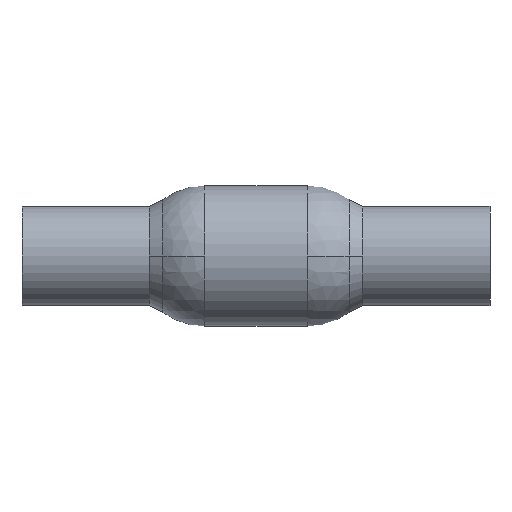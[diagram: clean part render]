
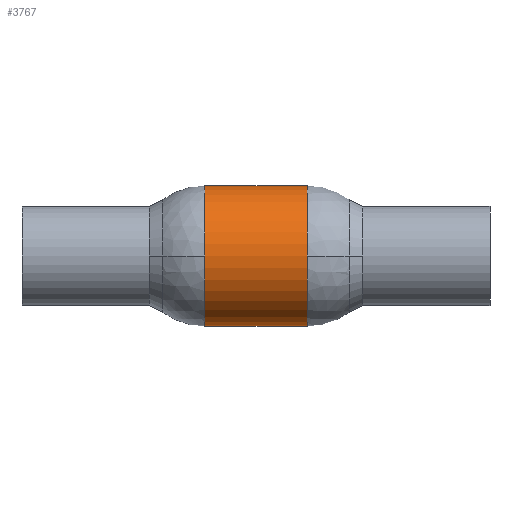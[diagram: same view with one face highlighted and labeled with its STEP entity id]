
A CAD part, front view. The second image highlights one B-rep face of the part: STEP entity #3767.
In plain terms, the highlighted cylindrical face has radius 54 mm (diameter 108 mm), a partial arc.
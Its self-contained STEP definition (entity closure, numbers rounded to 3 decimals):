
#1646 = CARTESIAN_POINT ( 'NONE',  ( 39.234, 0., -54. ) ) ;
#1668 = DIRECTION ( 'NONE',  ( -1., 0., 0. ) ) ;
#1669 = VECTOR ( 'NONE', #1668, 1000. ) ;
#1670 = CARTESIAN_POINT ( 'NONE',  ( -63.531, 0., -54. ) ) ;
#1671 = LINE ( 'NONE', #1670, #1669 ) ;
#1701 = CARTESIAN_POINT ( 'NONE',  ( -39.234, 0., -54. ) ) ;
#2009 = LINE ( 'NONE', #2037, #2036 ) ;
#2034 = CARTESIAN_POINT ( 'NONE',  ( 39.234, 0., 54. ) ) ;
#2035 = DIRECTION ( 'NONE',  ( -1., 0., 0. ) ) ;
#2036 = VECTOR ( 'NONE', #2035, 1000. ) ;
#2037 = CARTESIAN_POINT ( 'NONE',  ( -63.531, 0., 54. ) ) ;
#2073 = DIRECTION ( 'NONE',  ( 0., 0., 1. ) ) ;
#2074 = DIRECTION ( 'NONE',  ( -1., 0., 0. ) ) ;
#2075 = CARTESIAN_POINT ( 'NONE',  ( -39.234, 0., 0. ) ) ;
#2076 = AXIS2_PLACEMENT_3D ( 'NONE', #2075, #2074, #2073 ) ;
#2077 = CIRCLE ( 'NONE', #2076, 54. ) ;
#2079 = CARTESIAN_POINT ( 'NONE',  ( -39.234, -54., 0. ) ) ;
#2151 = CARTESIAN_POINT ( 'NONE',  ( -39.234, 0., 54. ) ) ;
#2646 = ORIENTED_EDGE ( 'NONE', *, *, #3714, .F. ) ;
#3714 = EDGE_CURVE ( 'NONE', #4200, #4210, #4484, .T. ) ;
#3750 = ORIENTED_EDGE ( 'NONE', *, *, #4203, .F. ) ;
#3766 = EDGE_CURVE ( 'NONE', #3782, #4221, #4868, .T. ) ;
#3767 = ADVANCED_FACE ( 'NONE', ( #4853 ), #4774, .T. ) ;
#3773 = EDGE_CURVE ( 'NONE', #4084, #3782, #4798, .T. ) ;
#3782 = VERTEX_POINT ( 'NONE', #4835 ) ;
#3785 = EDGE_LOOP ( 'NONE', ( #3786, #3787, #3788, #3789, #2646, #3750 ) ) ;
#3786 = ORIENTED_EDGE ( 'NONE', *, *, #4086, .F. ) ;
#3787 = ORIENTED_EDGE ( 'NONE', *, *, #3773, .T. ) ;
#3788 = ORIENTED_EDGE ( 'NONE', *, *, #3766, .T. ) ;
#3789 = ORIENTED_EDGE ( 'NONE', *, *, #4220, .T. ) ;
#4079 = VERTEX_POINT ( 'NONE', #1701 ) ;
#4084 = VERTEX_POINT ( 'NONE', #1646 ) ;
#4086 = EDGE_CURVE ( 'NONE', #4084, #4079, #1671, .T. ) ;
#4200 = VERTEX_POINT ( 'NONE', #2079 ) ;
#4203 = EDGE_CURVE ( 'NONE', #4079, #4200, #2077, .T. ) ;
#4210 = VERTEX_POINT ( 'NONE', #2151 ) ;
#4220 = EDGE_CURVE ( 'NONE', #4221, #4210, #2009, .T. ) ;
#4221 = VERTEX_POINT ( 'NONE', #2034 ) ;
#4480 = DIRECTION ( 'NONE',  ( 0., 0., 1. ) ) ;
#4481 = DIRECTION ( 'NONE',  ( -1., 0., 0. ) ) ;
#4482 = CARTESIAN_POINT ( 'NONE',  ( -39.234, 0., 0. ) ) ;
#4483 = AXIS2_PLACEMENT_3D ( 'NONE', #4482, #4481, #4480 ) ;
#4484 = CIRCLE ( 'NONE', #4483, 54. ) ;
#4768 = DIRECTION ( 'NONE',  ( 0., 0., 1. ) ) ;
#4769 = DIRECTION ( 'NONE',  ( -1., 0., 0. ) ) ;
#4770 = AXIS2_PLACEMENT_3D ( 'NONE', #4773, #4769, #4768 ) ;
#4773 = CARTESIAN_POINT ( 'NONE',  ( -63.531, 0., 0. ) ) ;
#4774 = CYLINDRICAL_SURFACE ( 'NONE', #4770, 54. ) ;
#4794 = DIRECTION ( 'NONE',  ( 0., 0., 1. ) ) ;
#4795 = DIRECTION ( 'NONE',  ( -1., 0., 0. ) ) ;
#4796 = CARTESIAN_POINT ( 'NONE',  ( 39.234, 0., 0. ) ) ;
#4797 = AXIS2_PLACEMENT_3D ( 'NONE', #4796, #4795, #4794 ) ;
#4798 = CIRCLE ( 'NONE', #4797, 54. ) ;
#4835 = CARTESIAN_POINT ( 'NONE',  ( 39.234, -54., 0. ) ) ;
#4853 = FACE_OUTER_BOUND ( 'NONE', #3785, .T. ) ;
#4854 = DIRECTION ( 'NONE',  ( 0., 0., 1. ) ) ;
#4855 = DIRECTION ( 'NONE',  ( -1., 0., 0. ) ) ;
#4856 = CARTESIAN_POINT ( 'NONE',  ( 39.234, 0., 0. ) ) ;
#4857 = AXIS2_PLACEMENT_3D ( 'NONE', #4856, #4855, #4854 ) ;
#4868 = CIRCLE ( 'NONE', #4857, 54. ) ;
